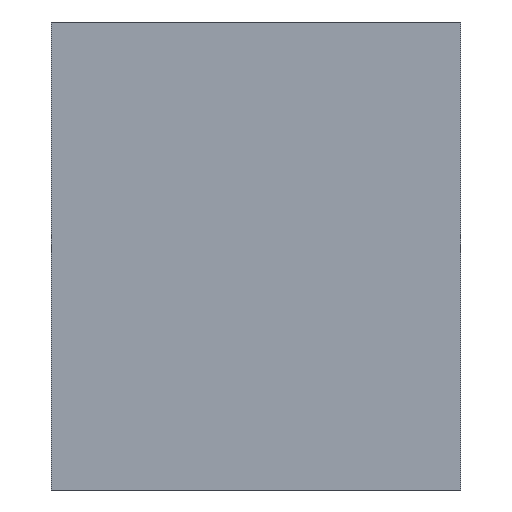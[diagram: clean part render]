
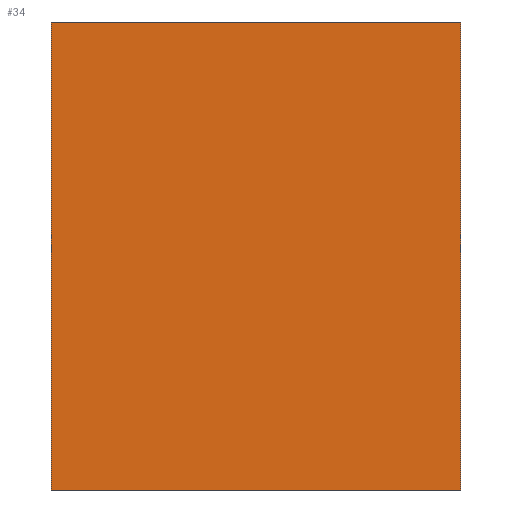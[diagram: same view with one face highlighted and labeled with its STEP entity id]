
A CAD part, left-side view. The second image highlights one B-rep face of the part: STEP entity #34.
In plain terms, the highlighted planar face has unit normal (-1, 0, 0).
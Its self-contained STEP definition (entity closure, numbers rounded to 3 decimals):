
#34 = ADVANCED_FACE( '', ( #68 ), #69, .F. );
#68 = FACE_OUTER_BOUND( '', #105, .T. );
#69 = PLANE( '', #106 );
#105 = EDGE_LOOP( '', ( #141, #142, #143, #144 ) );
#106 = AXIS2_PLACEMENT_3D( '', #145, #146, #147 );
#141 = ORIENTED_EDGE( '', *, *, #202, .T. );
#142 = ORIENTED_EDGE( '', *, *, #203, .F. );
#143 = ORIENTED_EDGE( '', *, *, #204, .F. );
#144 = ORIENTED_EDGE( '', *, *, #198, .T. );
#145 = CARTESIAN_POINT( '', ( -498., 42., 96. ) );
#146 = DIRECTION( '', ( 1., 0., 0. ) );
#147 = DIRECTION( '', ( 0., 0., -1. ) );
#198 = EDGE_CURVE( '', #224, #222, #225, .T. );
#202 = EDGE_CURVE( '', #222, #230, #231, .T. );
#203 = EDGE_CURVE( '', #232, #230, #233, .T. );
#204 = EDGE_CURVE( '', #224, #232, #234, .T. );
#222 = VERTEX_POINT( '', #258 );
#224 = VERTEX_POINT( '', #261 );
#225 = LINE( '', #262, #263 );
#230 = VERTEX_POINT( '', #270 );
#231 = LINE( '', #271, #272 );
#232 = VERTEX_POINT( '', #273 );
#233 = LINE( '', #274, #275 );
#234 = LINE( '', #276, #277 );
#258 = CARTESIAN_POINT( '', ( -498., 42., 0. ) );
#261 = CARTESIAN_POINT( '', ( -498., 42., 96. ) );
#262 = CARTESIAN_POINT( '', ( -498., 42., 96. ) );
#263 = VECTOR( '', #305, 1000. );
#270 = CARTESIAN_POINT( '', ( -498., -42., 0. ) );
#271 = CARTESIAN_POINT( '', ( -498., 42., 0. ) );
#272 = VECTOR( '', #308, 1000. );
#273 = CARTESIAN_POINT( '', ( -498., -42., 96. ) );
#274 = CARTESIAN_POINT( '', ( -498., -42., 96. ) );
#275 = VECTOR( '', #309, 1000. );
#276 = CARTESIAN_POINT( '', ( -498., 42., 96. ) );
#277 = VECTOR( '', #310, 1000. );
#305 = DIRECTION( '', ( 0., 0., -1. ) );
#308 = DIRECTION( '', ( 0., -1., 0. ) );
#309 = DIRECTION( '', ( 0., 0., -1. ) );
#310 = DIRECTION( '', ( 0., -1., 0. ) );
